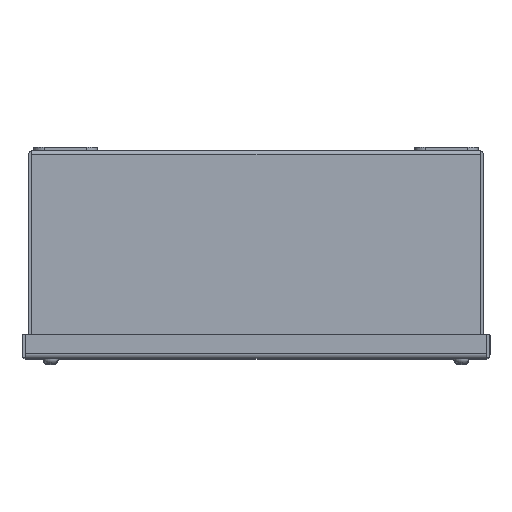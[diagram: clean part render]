
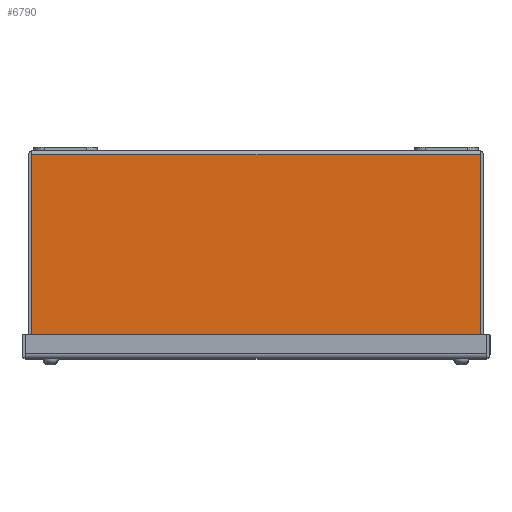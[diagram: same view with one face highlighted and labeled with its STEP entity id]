
A CAD part, top view. The second image highlights one B-rep face of the part: STEP entity #6790.
In plain terms, the highlighted planar face has unit normal (0, 0, 1).
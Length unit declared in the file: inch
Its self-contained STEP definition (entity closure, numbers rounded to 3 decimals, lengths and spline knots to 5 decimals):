
#1610 = ORIENTED_EDGE ( 'NONE', *, *, #7946, .T. ) ;
#2077 = EDGE_CURVE ( 'NONE', #29775, #16082, #16812, .T. ) ;
#4783 = LINE ( 'NONE', #32652, #7249 ) ;
#5514 = ORIENTED_EDGE ( 'NONE', *, *, #19245, .F. ) ;
#6790 = ADVANCED_FACE ( 'NONE', ( #12584 ), #30623, .F. ) ;
#6987 = DIRECTION ( 'NONE',  ( 0., -1., 0. ) ) ;
#7249 = VECTOR ( 'NONE', #6987, 39.37008 ) ;
#7946 = EDGE_CURVE ( 'NONE', #25027, #16082, #30960, .T. ) ;
#12205 = CARTESIAN_POINT ( 'NONE',  ( -5.30221, -4.642, 7. ) ) ;
#12584 = FACE_OUTER_BOUND ( 'NONE', #14255, .T. ) ;
#12697 = CARTESIAN_POINT ( 'NONE',  ( 5.30221, -4.642, 7. ) ) ;
#14255 = EDGE_LOOP ( 'NONE', ( #24220, #15890, #5514, #1610 ) ) ;
#15247 = VECTOR ( 'NONE', #29122, 39.37008 ) ;
#15890 = ORIENTED_EDGE ( 'NONE', *, *, #26342, .F. ) ;
#16082 = VERTEX_POINT ( 'NONE', #12205 ) ;
#16481 = VERTEX_POINT ( 'NONE', #25750 ) ;
#16812 = LINE ( 'NONE', #31492, #15247 ) ;
#17113 = AXIS2_PLACEMENT_3D ( 'NONE', #33149, #25720, #20670 ) ;
#18145 = CARTESIAN_POINT ( 'NONE',  ( -5.30221, 39.37008, 7. ) ) ;
#19245 = EDGE_CURVE ( 'NONE', #25027, #16481, #22872, .T. ) ;
#19681 = DIRECTION ( 'NONE',  ( 1., 0., 0. ) ) ;
#19950 = VECTOR ( 'NONE', #19681, 39.37008 ) ;
#20670 = DIRECTION ( 'NONE',  ( -1., 0., 0. ) ) ;
#22872 = LINE ( 'NONE', #25224, #19950 ) ;
#24220 = ORIENTED_EDGE ( 'NONE', *, *, #2077, .F. ) ;
#25027 = VERTEX_POINT ( 'NONE', #32152 ) ;
#25224 = CARTESIAN_POINT ( 'NONE',  ( -5.267, -0.108, 7. ) ) ;
#25720 = DIRECTION ( 'NONE',  ( 0., 0., -1. ) ) ;
#25750 = CARTESIAN_POINT ( 'NONE',  ( 5.30221, -0.108, 7. ) ) ;
#26342 = EDGE_CURVE ( 'NONE', #16481, #29775, #4783, .T. ) ;
#28432 = DIRECTION ( 'NONE',  ( 0., -1., 0. ) ) ;
#29122 = DIRECTION ( 'NONE',  ( -1., 0., 0. ) ) ;
#29775 = VERTEX_POINT ( 'NONE', #12697 ) ;
#30102 = VECTOR ( 'NONE', #28432, 39.37008 ) ;
#30623 = PLANE ( 'NONE',  #17113 ) ;
#30960 = LINE ( 'NONE', #18145, #30102 ) ;
#31492 = CARTESIAN_POINT ( 'NONE',  ( 37.031, -4.642, 7. ) ) ;
#32152 = CARTESIAN_POINT ( 'NONE',  ( -5.30221, -0.108, 7. ) ) ;
#32652 = CARTESIAN_POINT ( 'NONE',  ( 5.30221, 39.37008, 7. ) ) ;
#33149 = CARTESIAN_POINT ( 'NONE',  ( 37.031, 0., 7. ) ) ;
